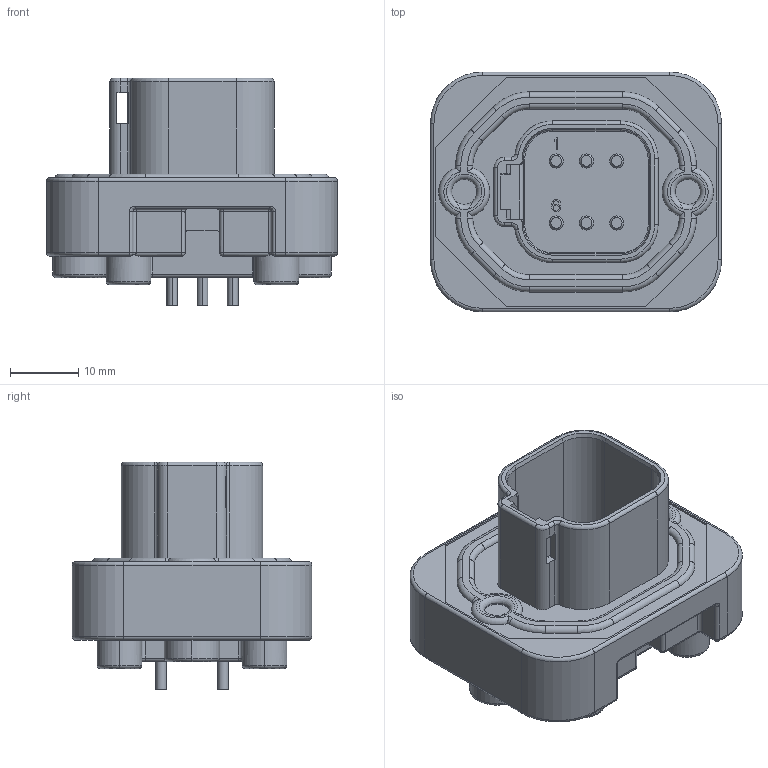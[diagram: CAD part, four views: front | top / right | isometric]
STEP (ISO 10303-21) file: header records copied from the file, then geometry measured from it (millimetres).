
FILE_DESCRIPTION((''),'2;1');
FILE_NAME('C-DT15-6P-GP01','2013-03-19T',('workeradm'),('Tyco Electronics Ltd.'),'PRO/ENGINEER BY PARAMETRIC TECHNOLOGY CORPORATION, 2010430','PRO/ENGINEER BY PARAMETRIC TECHNOLOGY CORPORATION, 2010430','');
FILE_SCHEMA(('AUTOMOTIVE_DESIGN { 1 0 10303 214 1 1 1 1 }'));
Length unit declared in the file: millimetre
Products named in the file (1): C-DT15-6P-GP01
Bounding box: 42.8 x 35.26 x 33.45 mm (x, y, z)
Volume: 18018.2 mm3; surface area: 8213.9 mm2
Topology: 1 solids, 1 shells, 409 faces, 1034 edges, 656 vertices
Faces by surface type: plane 173, cylinder 143, torus 65, cone 16, bspline 8, sphere 4
Entity records: 14565 total; most frequent: CARTESIAN_POINT 4208, DIRECTION 2203, ORIENTED_EDGE 2068, EDGE_CURVE 1034, AXIS2_PLACEMENT_3D 812, VERTEX_POINT 656, VECTOR 579, LINE 579
